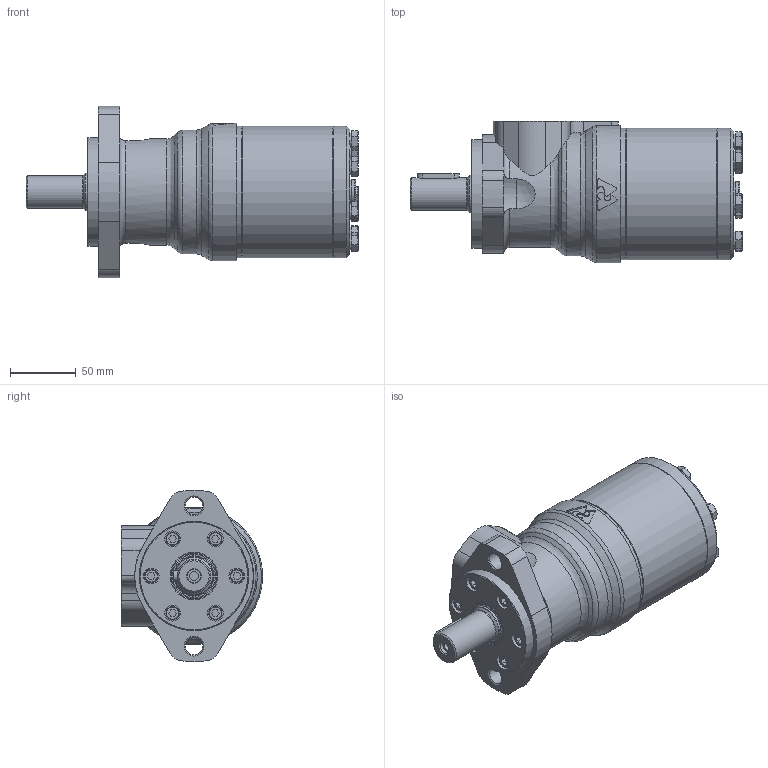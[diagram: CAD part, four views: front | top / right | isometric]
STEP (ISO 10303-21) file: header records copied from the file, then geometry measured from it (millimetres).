
FILE_DESCRIPTION(/* description */ ('MLHH-Disc Valve Hydraulic Motor'),/* implementation_level */ '2;1');
FILE_NAME(/* name */ 'MRN400CDP.stp',/* time_stamp */ '2024-03-25T14:44:31+01:00',/* author */ ('msn'),/* organization */ ('MSHYDRAULIC'),/* preprocessor_version */ 'ST-DEVELOPER v18.1',/* originating_system */ 'Autodesk Inventor 2022',/* authorisation */ '');
FILE_SCHEMA (('AUTOMOTIVE_DESIGN { 1 0 10303 214 3 1 1 }'));
Products named in the file (8): MLHH200RU2PC(SAE); MRN400CDP; MRB; MPCSH; MPFMF; MRVP; MR400D; MRF
Assembly tree (7 placements, depth 3):
  MLHH200RU2PC(SAE)
    MRN400CDP
      MRB
      MPCSH
      MPFMF
      MRVP
      MR400D
      MRF
Bounding box: 251.8 x 107 x 129.82 mm (x, y, z)
Volume: 1493695.1 mm3; surface area: 162559.5 mm2
Topology: 6 solids, 6 shells, 393 faces, 897 edges, 559 vertices
Faces by surface type: plane 210, cylinder 87, cone 76, torus 18, sphere 2
Full cylindrical faces by diameter (mm): 2 x2, 6.647 x5, 7 x1, 10 x7, 11.9 x7, 12 x6, 13 x7, 13.35 x2, 18 x1, 18.631 x2, 19 x1, 25 x1, 28.56 x1, 29 x1, 32.6 x1, 35 x1, 82.3 x1, 82.5 x1, 82.55 x1, 100 x3, 104 x1
Entity records: 11675 total; most frequent: CARTESIAN_POINT 2636, DIRECTION 1884, ORIENTED_EDGE 1774, EDGE_CURVE 887, AXIS2_PLACEMENT_3D 733, VERTEX_POINT 559, EDGE_LOOP 452, LINE 418
